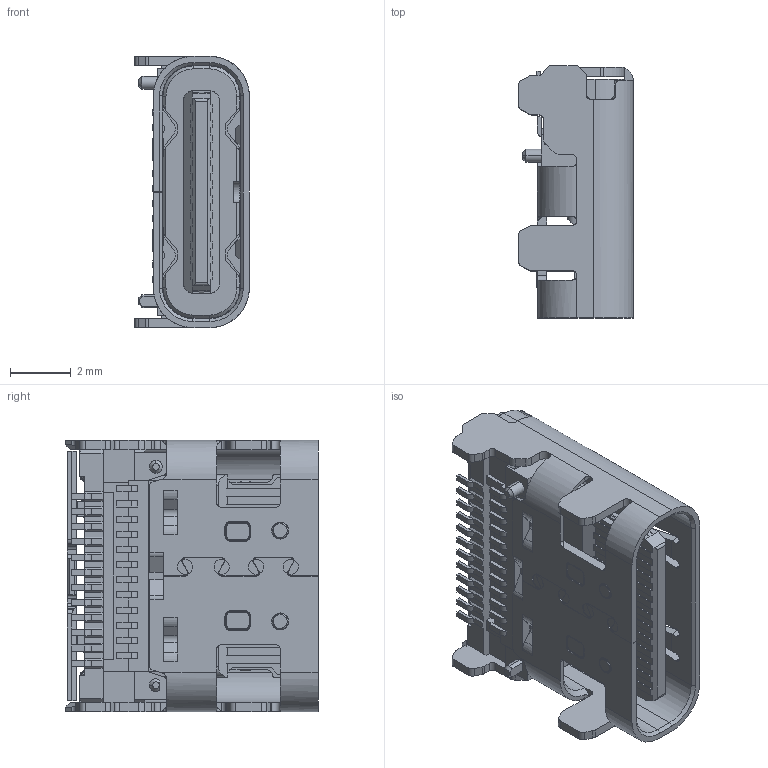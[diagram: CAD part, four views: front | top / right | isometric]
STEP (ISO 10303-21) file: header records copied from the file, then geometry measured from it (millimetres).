
FILE_DESCRIPTION((''),'2;1');
FILE_NAME('JACK-USBC-243SMT-3BVC84','2022-11-03T15:22:58',('jirenqiang'),(''),'CREO PARAMETRIC BY PTC INC, 2018050','CREO PARAMETRIC BY PTC INC, 2018050','');
FILE_SCHEMA(('CONFIG_CONTROL_DESIGN'));
Length unit declared in the file: millimetre
Products named in the file (1): JACK-USBC-243SMT-3BVC84
Bounding box: 3.78 x 8.32 x 8.94 mm (x, y, z)
Volume: 129.3 mm3; surface area: 570 mm2
Topology: 1 solids, 46 shells, 1584 faces, 4330 edges, 2812 vertices
Faces by surface type: plane 1113, cylinder 393, torus 44, cone 28, bspline 6
Entity records: 51151 total; most frequent: CARTESIAN_POINT 10778, ORIENTED_EDGE 8638, DIRECTION 8080, EDGE_CURVE 4319, VECTOR 3244, LINE 3244, VERTEX_POINT 2807, AXIS2_PLACEMENT_3D 2418
